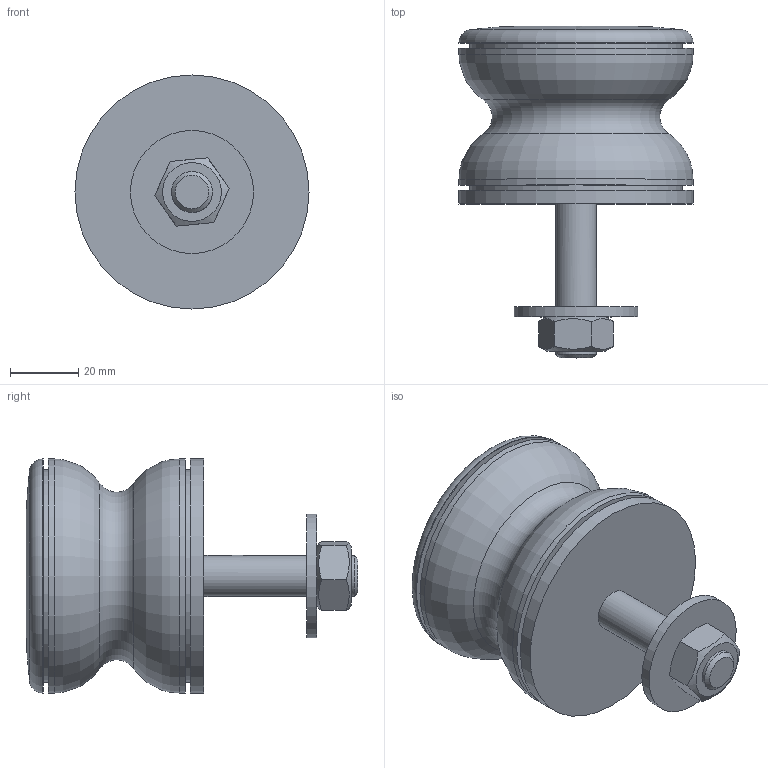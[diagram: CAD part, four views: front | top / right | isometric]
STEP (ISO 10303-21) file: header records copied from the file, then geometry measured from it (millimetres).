
FILE_DESCRIPTION(/* description */ (''),/* implementation_level */ '2;1');
FILE_NAME(/* name */ '821.070.stp',/* time_stamp */ '2018-05-23T14:01:40+02:00',/* author */ ('gianni'),/* organization */ (''),/* preprocessor_version */ 'ST-DEVELOPER v16.5',/* originating_system */ 'Autodesk Inventor 2017',/* authorisation */ '');
FILE_SCHEMA (('AUTOMOTIVE_DESIGN { 1 0 10303 214 3 1 1 }'));
Length unit declared in the file: millimetre
Products named in the file (1): 18052305
Bounding box: 68.4 x 97 x 68.4 mm (x, y, z)
Volume: 167066.2 mm3; surface area: 25864.6 mm2
Topology: 1 solids, 1 shells, 48 faces, 102 edges, 67 vertices
Faces by surface type: plane 25, cylinder 13, torus 5, cone 4, bspline 1
Full cylindrical faces by diameter (mm): 11.5 x1, 12 x2, 13 x1, 18 x1, 28 x1, 36 x1, 62 x2, 68.4 x4
Entity records: 1168 total; most frequent: CARTESIAN_POINT 248, DIRECTION 188, ORIENTED_EDGE 148, AXIS2_PLACEMENT_3D 85, EDGE_LOOP 81, EDGE_CURVE 74, VERTEX_POINT 61, FACE_OUTER_BOUND 48
